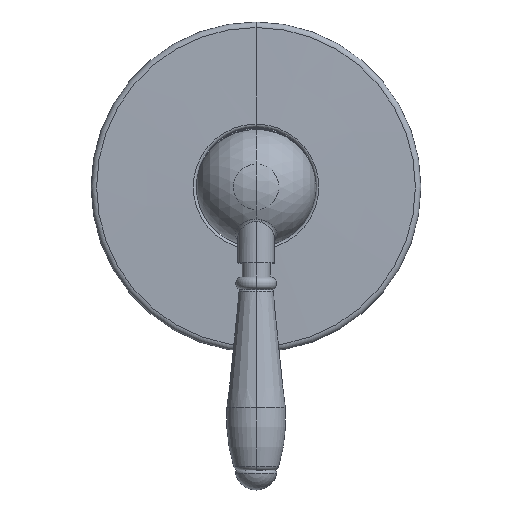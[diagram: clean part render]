
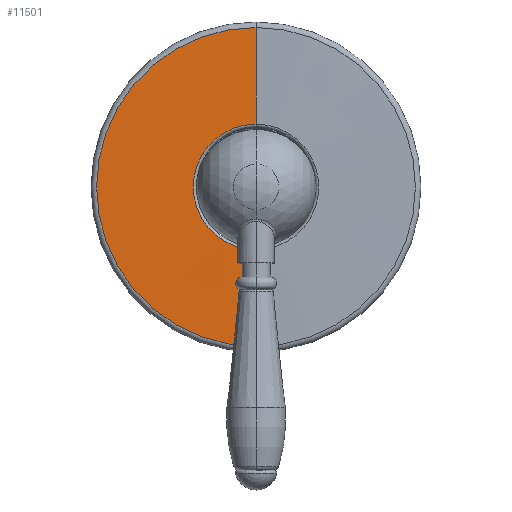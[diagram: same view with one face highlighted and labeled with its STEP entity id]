
A CAD part, top view. The second image highlights one B-rep face of the part: STEP entity #11501.
In plain terms, the highlighted conical face has half-angle 89.021 degrees and reference radius 20.63 mm.
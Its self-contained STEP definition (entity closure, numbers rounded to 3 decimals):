
#2679 = ORIENTED_EDGE ( 'NONE', *, *, #27388, .F. ) ;
#4446 = ORIENTED_EDGE ( 'NONE', *, *, #51550, .T. ) ;
#11501 = ADVANCED_FACE ( 'NONE', ( #52451 ), #32045, .T. ) ;
#15154 = CARTESIAN_POINT ( 'NONE',  ( 0., 10.034, 56.534 ) ) ;
#16077 = VERTEX_POINT ( 'NONE', #63404 ) ;
#18716 = AXIS2_PLACEMENT_3D ( 'NONE', #34178, #46746, #23533 ) ;
#19842 = DIRECTION ( 'NONE',  ( 0., 0., 1. ) ) ;
#20441 = AXIS2_PLACEMENT_3D ( 'NONE', #72301, #60531, #19842 ) ;
#22177 = ORIENTED_EDGE ( 'NONE', *, *, #69758, .T. ) ;
#23533 = DIRECTION ( 'NONE',  ( 0., 0., -1. ) ) ;
#24214 = DIRECTION ( 'NONE',  ( 0., -0.017, 1. ) ) ;
#27388 = EDGE_CURVE ( 'NONE', #16077, #34431, #70598, .T. ) ;
#27518 = DIRECTION ( 'NONE',  ( 0., -1., 0. ) ) ;
#29502 = VECTOR ( 'NONE', #24214, 1000. ) ;
#29555 = DIRECTION ( 'NONE',  ( 0., -0.017, -1. ) ) ;
#29930 = CARTESIAN_POINT ( 'NONE',  ( 0., 10.647, -20.63 ) ) ;
#30685 = LINE ( 'NONE', #29930, #37677 ) ;
#32045 = CONICAL_SURFACE ( 'NONE', #18716, 20.63, 1.554 ) ;
#32840 = DIRECTION ( 'NONE',  ( 0., 0., 1. ) ) ;
#34178 = CARTESIAN_POINT ( 'NONE',  ( 0., 10.647, 0. ) ) ;
#34431 = VERTEX_POINT ( 'NONE', #15154 ) ;
#37677 = VECTOR ( 'NONE', #29555, 1000. ) ;
#38381 = ORIENTED_EDGE ( 'NONE', *, *, #71961, .T. ) ;
#40559 = VERTEX_POINT ( 'NONE', #61683 ) ;
#46746 = DIRECTION ( 'NONE',  ( 0., -1., 0. ) ) ;
#51550 = EDGE_CURVE ( 'NONE', #16077, #68507, #53368, .T. ) ;
#52451 = FACE_OUTER_BOUND ( 'NONE', #75160, .T. ) ;
#53368 = CIRCLE ( 'NONE', #64257, 22.259 ) ;
#54931 = CARTESIAN_POINT ( 'NONE',  ( 0., 10.62, 0. ) ) ;
#60531 = DIRECTION ( 'NONE',  ( 0., 1., 0. ) ) ;
#60584 = CARTESIAN_POINT ( 'NONE',  ( 0., 10.62, -22.259 ) ) ;
#61683 = CARTESIAN_POINT ( 'NONE',  ( 0., 10.034, -56.534 ) ) ;
#63404 = CARTESIAN_POINT ( 'NONE',  ( 0., 10.62, 22.259 ) ) ;
#64257 = AXIS2_PLACEMENT_3D ( 'NONE', #54931, #27518, #32840 ) ;
#65280 = CARTESIAN_POINT ( 'NONE',  ( 0., 10.647, 20.63 ) ) ;
#68507 = VERTEX_POINT ( 'NONE', #60584 ) ;
#69758 = EDGE_CURVE ( 'NONE', #40559, #34431, #72643, .T. ) ;
#70598 = LINE ( 'NONE', #65280, #29502 ) ;
#71961 = EDGE_CURVE ( 'NONE', #68507, #40559, #30685, .T. ) ;
#72301 = CARTESIAN_POINT ( 'NONE',  ( 0., 10.034, 0. ) ) ;
#72643 = CIRCLE ( 'NONE', #20441, 56.534 ) ;
#75160 = EDGE_LOOP ( 'NONE', ( #2679, #4446, #38381, #22177 ) ) ;
